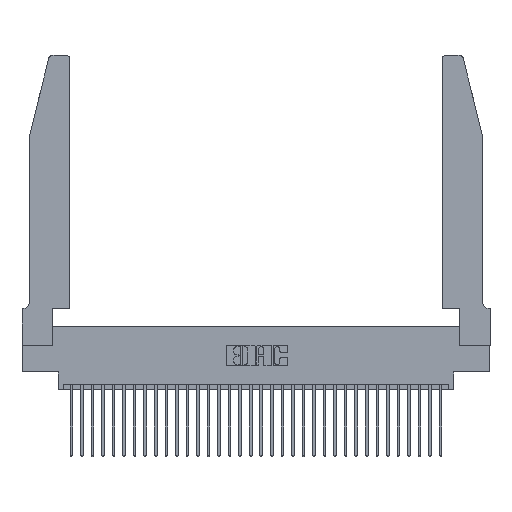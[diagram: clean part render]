
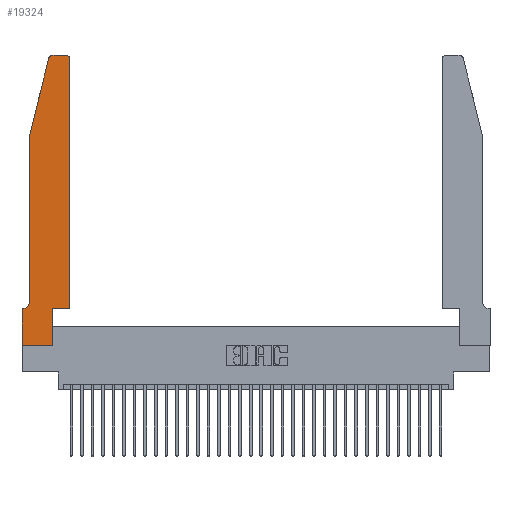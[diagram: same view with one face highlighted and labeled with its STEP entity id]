
A CAD part, top view. The second image highlights one B-rep face of the part: STEP entity #19324.
In plain terms, the highlighted planar face has unit normal (0, 0, 1).
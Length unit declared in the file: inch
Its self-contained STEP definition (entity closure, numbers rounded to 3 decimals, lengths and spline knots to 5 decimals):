
#115 = CIRCLE ( 'NONE', #16906, 0.03 ) ;
#296 = CARTESIAN_POINT ( 'NONE',  ( 0., 0., 0.37 ) ) ;
#326 = VERTEX_POINT ( 'NONE', #22825 ) ;
#536 = VECTOR ( 'NONE', #31913, 39.37008 ) ;
#679 = VERTEX_POINT ( 'NONE', #18410 ) ;
#733 = ORIENTED_EDGE ( 'NONE', *, *, #5194, .T. ) ;
#1214 = CARTESIAN_POINT ( 'NONE',  ( 0.4505, 0.35, 0.37 ) ) ;
#1633 = VERTEX_POINT ( 'NONE', #8228 ) ;
#1965 = DIRECTION ( 'NONE',  ( 1., 0., 0. ) ) ;
#1974 = VERTEX_POINT ( 'NONE', #26357 ) ;
#1986 = EDGE_CURVE ( 'NONE', #679, #1974, #30993, .T. ) ;
#2351 = DIRECTION ( 'NONE',  ( -1., 0., 0. ) ) ;
#2583 = DIRECTION ( 'NONE',  ( -1., 0., 0. ) ) ;
#2674 = CARTESIAN_POINT ( 'NONE',  ( 0.4505, 2.72, 0.37 ) ) ;
#2978 = CARTESIAN_POINT ( 'NONE',  ( 0.4205, 2.72, 0.37 ) ) ;
#3596 = FACE_OUTER_BOUND ( 'NONE', #32377, .T. ) ;
#3743 = ORIENTED_EDGE ( 'NONE', *, *, #1986, .T. ) ;
#3974 = VECTOR ( 'NONE', #13522, 39.37008 ) ;
#4008 = CARTESIAN_POINT ( 'NONE',  ( 0.2865, 0.35, 0.37 ) ) ;
#4011 = CIRCLE ( 'NONE', #15357, 0.07 ) ;
#4347 = CARTESIAN_POINT ( 'NONE',  ( 0.0055, 0.35, 0.37 ) ) ;
#4972 = LINE ( 'NONE', #30487, #31933 ) ;
#5194 = EDGE_CURVE ( 'NONE', #21509, #28515, #10629, .T. ) ;
#5677 = DIRECTION ( 'NONE',  ( 1., 0., 0. ) ) ;
#5857 = VERTEX_POINT ( 'NONE', #8278 ) ;
#6415 = EDGE_CURVE ( 'NONE', #1633, #5857, #32920, .T. ) ;
#7617 = ORIENTED_EDGE ( 'NONE', *, *, #31877, .T. ) ;
#7966 = ORIENTED_EDGE ( 'NONE', *, *, #28224, .T. ) ;
#8228 = CARTESIAN_POINT ( 'NONE',  ( 0.4205, 2.75, 0.37 ) ) ;
#8278 = CARTESIAN_POINT ( 'NONE',  ( 0.284, 2.75, 0.37 ) ) ;
#8354 = CARTESIAN_POINT ( 'NONE',  ( 0.0755, 2., 0.37 ) ) ;
#8607 = LINE ( 'NONE', #16466, #536 ) ;
#8904 = VECTOR ( 'NONE', #11712, 39.37008 ) ;
#10063 = PLANE ( 'NONE',  #18807 ) ;
#10629 = LINE ( 'NONE', #33312, #23720 ) ;
#11420 = VECTOR ( 'NONE', #2351, 39.37008 ) ;
#11712 = DIRECTION ( 'NONE',  ( 0., 1., 0. ) ) ;
#11891 = ORIENTED_EDGE ( 'NONE', *, *, #23703, .T. ) ;
#12377 = DIRECTION ( 'NONE',  ( 1., 0., 0. ) ) ;
#12488 = CARTESIAN_POINT ( 'NONE',  ( 0.0755, 0.42, 0.37 ) ) ;
#12933 = VERTEX_POINT ( 'NONE', #15842 ) ;
#13151 = CARTESIAN_POINT ( 'NONE',  ( 0.284, 2.72, 0.37 ) ) ;
#13291 = ORIENTED_EDGE ( 'NONE', *, *, #28986, .T. ) ;
#13522 = DIRECTION ( 'NONE',  ( 0., -1., 0. ) ) ;
#14075 = VERTEX_POINT ( 'NONE', #22934 ) ;
#14157 = ORIENTED_EDGE ( 'NONE', *, *, #27765, .T. ) ;
#14636 = VERTEX_POINT ( 'NONE', #4347 ) ;
#15351 = DIRECTION ( 'NONE',  ( 0., 0., 1. ) ) ;
#15357 = AXIS2_PLACEMENT_3D ( 'NONE', #33893, #18464, #2583 ) ;
#15790 = DIRECTION ( 'NONE',  ( 1., 0., 0. ) ) ;
#15842 = CARTESIAN_POINT ( 'NONE',  ( 0.2865, 0., 0.37 ) ) ;
#15886 = VECTOR ( 'NONE', #32797, 39.37008 ) ;
#16220 = EDGE_CURVE ( 'NONE', #14075, #326, #24049, .T. ) ;
#16302 = DIRECTION ( 'NONE',  ( 0., -1., 0. ) ) ;
#16416 = LINE ( 'NONE', #29032, #3974 ) ;
#16466 = CARTESIAN_POINT ( 'NONE',  ( 0.0755, 0.35, 0.37 ) ) ;
#16474 = EDGE_CURVE ( 'NONE', #12933, #21509, #22832, .T. ) ;
#16541 = EDGE_CURVE ( 'NONE', #28515, #23268, #16766, .T. ) ;
#16766 = LINE ( 'NONE', #24727, #8904 ) ;
#16906 = AXIS2_PLACEMENT_3D ( 'NONE', #13151, #31230, #15790 ) ;
#17280 = VERTEX_POINT ( 'NONE', #12488 ) ;
#18410 = CARTESIAN_POINT ( 'NONE',  ( 0.25487, 2.72718, 0.37 ) ) ;
#18464 = DIRECTION ( 'NONE',  ( 0., 0., -1. ) ) ;
#18807 = AXIS2_PLACEMENT_3D ( 'NONE', #30815, #15351, #33394 ) ;
#19324 = ADVANCED_FACE ( 'NONE', ( #3596 ), #10063, .T. ) ;
#20153 = ORIENTED_EDGE ( 'NONE', *, *, #16220, .T. ) ;
#20875 = CARTESIAN_POINT ( 'NONE',  ( 0.2605, 2.75, 0.37 ) ) ;
#21281 = DIRECTION ( 'NONE',  ( -0.239, -0.971, 0. ) ) ;
#21501 = DIRECTION ( 'NONE',  ( 0., 0., 1. ) ) ;
#21509 = VERTEX_POINT ( 'NONE', #31176 ) ;
#22825 = CARTESIAN_POINT ( 'NONE',  ( 0., 0., 0.37 ) ) ;
#22832 = LINE ( 'NONE', #4008, #15886 ) ;
#22934 = CARTESIAN_POINT ( 'NONE',  ( 0., 0.35, 0.37 ) ) ;
#23268 = VERTEX_POINT ( 'NONE', #2674 ) ;
#23283 = AXIS2_PLACEMENT_3D ( 'NONE', #2978, #21501, #5677 ) ;
#23390 = VECTOR ( 'NONE', #21281, 39.37008 ) ;
#23703 = EDGE_CURVE ( 'NONE', #326, #12933, #4972, .T. ) ;
#23720 = VECTOR ( 'NONE', #1965, 39.37008 ) ;
#24049 = LINE ( 'NONE', #296, #24863 ) ;
#24727 = CARTESIAN_POINT ( 'NONE',  ( 0.4505, 0.35, 0.37 ) ) ;
#24863 = VECTOR ( 'NONE', #16302, 39.37008 ) ;
#25539 = ORIENTED_EDGE ( 'NONE', *, *, #16541, .T. ) ;
#26357 = CARTESIAN_POINT ( 'NONE',  ( 0.0755, 2., 0.37 ) ) ;
#27765 = EDGE_CURVE ( 'NONE', #17280, #14636, #4011, .T. ) ;
#27822 = ORIENTED_EDGE ( 'NONE', *, *, #28775, .T. ) ;
#28224 = EDGE_CURVE ( 'NONE', #1974, #17280, #16416, .T. ) ;
#28515 = VERTEX_POINT ( 'NONE', #1214 ) ;
#28775 = EDGE_CURVE ( 'NONE', #5857, #679, #115, .T. ) ;
#28986 = EDGE_CURVE ( 'NONE', #14636, #14075, #8607, .T. ) ;
#29032 = CARTESIAN_POINT ( 'NONE',  ( 0.0755, 2., 0.37 ) ) ;
#30487 = CARTESIAN_POINT ( 'NONE',  ( 0., 0., 0.37 ) ) ;
#30815 = CARTESIAN_POINT ( 'NONE',  ( 0., 0.35, 0.37 ) ) ;
#30993 = LINE ( 'NONE', #8354, #23390 ) ;
#31176 = CARTESIAN_POINT ( 'NONE',  ( 0.2865, 0.35, 0.37 ) ) ;
#31230 = DIRECTION ( 'NONE',  ( 0., 0., 1. ) ) ;
#31307 = CIRCLE ( 'NONE', #23283, 0.03 ) ;
#31672 = ORIENTED_EDGE ( 'NONE', *, *, #16474, .T. ) ;
#31877 = EDGE_CURVE ( 'NONE', #23268, #1633, #31307, .T. ) ;
#31913 = DIRECTION ( 'NONE',  ( -1., 0., 0. ) ) ;
#31933 = VECTOR ( 'NONE', #12377, 39.37008 ) ;
#32377 = EDGE_LOOP ( 'NONE', ( #33310, #27822, #3743, #7966, #14157, #13291, #20153, #11891, #31672, #733, #25539, #7617 ) ) ;
#32797 = DIRECTION ( 'NONE',  ( 0., 1., 0. ) ) ;
#32920 = LINE ( 'NONE', #20875, #11420 ) ;
#33310 = ORIENTED_EDGE ( 'NONE', *, *, #6415, .T. ) ;
#33312 = CARTESIAN_POINT ( 'NONE',  ( 0.4505, 0.35, 0.37 ) ) ;
#33394 = DIRECTION ( 'NONE',  ( 1., 0., 0. ) ) ;
#33893 = CARTESIAN_POINT ( 'NONE',  ( 0.0055, 0.42, 0.37 ) ) ;
